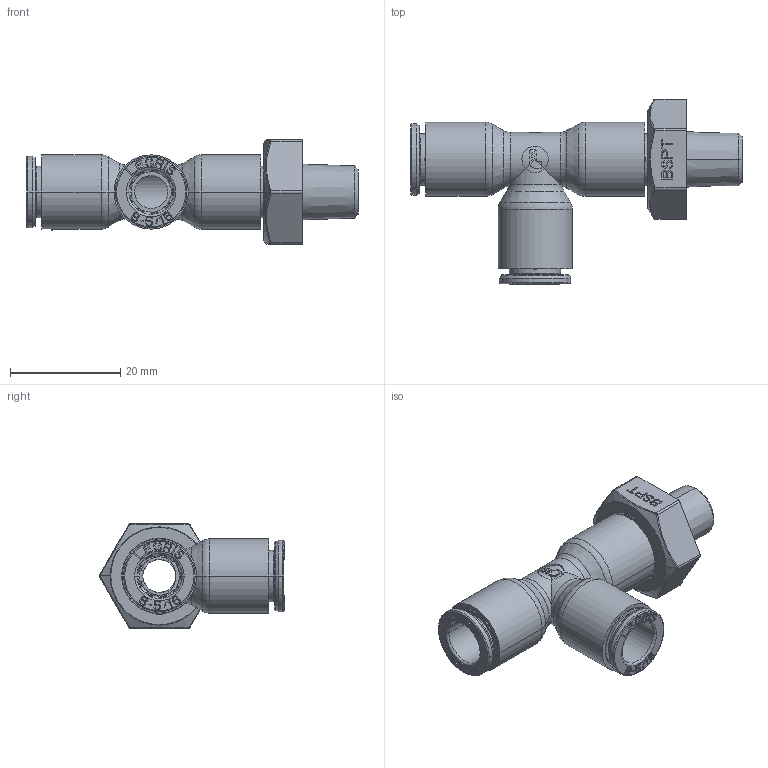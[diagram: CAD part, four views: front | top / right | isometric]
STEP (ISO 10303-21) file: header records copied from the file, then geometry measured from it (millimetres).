
FILE_DESCRIPTION(('STEP AP214'),'1');
FILE_NAME('6873_08_10.stp','2016-07-07T14:45:51',('TraceParts'),('TraceParts S.A.'),'Spatial InterOp 3D',' ',' ');
FILE_SCHEMA(('automotive_design'));
Length unit declared in the file: millimetre
Products named in the file (17): 6873 08 10|44108-19_ASM_1688#44108-19_ASM|44108-30_1684#44108-30;Solide1; 6873 08 10|44108-19_ASM_1688#44108-19_ASM|44108-32_1685#44108-32;Solide1; 6873 08 10|44108-19_ASM_1688#44108-19_ASM|44108_1686#44108;Solide1; 6873 08 10|44108-19_ASM_1688#44108-19_ASM|44108-40_1687#44108-40;Solide1; 6873 08 10|44108-19_ASM_1690#44108-19_ASM|44108-30_1684#44108-30;Solide1; 6873 08 10|44108-19_ASM_1690#44108-19_ASM|44108-32_1685#44108-32;Solide1; 6873 08 10|44108-19_ASM_1690#44108-19_ASM|44108_1686#44108;Solide1; 6873 08 10|44108-19_ASM_1690#44108-19_ASM|44108-40_1687#44108-40;Solide1; 6873 08 10|44108-19_ASM_1692#44108-19_ASM|44108-30_1684#44108-30;Solide1; 6873 08 10|44108-19_ASM_1692#44108-19_ASM|44108-32_1685#44108-32;Solide1; 6873 08 10|44108-19_ASM_1692#44108-19_ASM|44108_1686#44108;Solide1; 6873 08 10|44108-19_ASM_1692#44108-19_ASM|44108-40_1687#44108-40;Solide1; 6873 08 10|44518-04_1683#44518-04;Solide1; 6873 08 10|44108-11-10-ASM_1689#44108-11-10-ASM;Solide1; 6873 08 10|44108-11-10-ASM_1691#44108-11-10-ASM;Solide1; 6873 08 10|44108-11-10-ASM_1693#44108-11-10-ASM;Solide1; 6873 08 10|44518-34_RAINURE_1694#44518-34_RAINURE;Solide1
Bounding box: 60.35 x 33.64 x 19 mm (x, y, z)
Volume: 6463.1 mm3; surface area: 11987.3 mm2
Topology: 17 solids, 17 shells, 2177 faces, 5781 edges, 3731 vertices
Faces by surface type: plane 1367, cone 250, cylinder 232, bspline 180, torus 142, sphere 6
Entity records: 94768 total; most frequent: CARTESIAN_POINT 23286, ORIENTED_EDGE 11546, DIRECTION 10533, EDGE_CURVE 5773, LINE 4175, VECTOR 4175, VERTEX_POINT 3731, AXIS2_PLACEMENT_3D 3179
